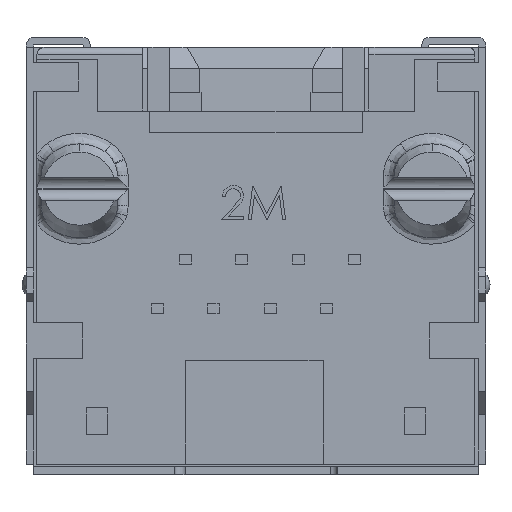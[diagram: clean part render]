
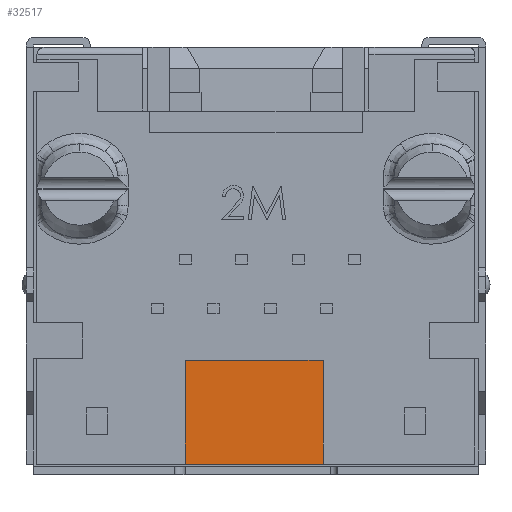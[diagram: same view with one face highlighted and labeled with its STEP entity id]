
A CAD part, front view. The second image highlights one B-rep face of the part: STEP entity #32517.
In plain terms, the highlighted planar face has unit normal (0, -1, 0).
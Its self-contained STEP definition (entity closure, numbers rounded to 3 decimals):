
#2017 = DIRECTION ( 'NONE',  ( 0., -1., 0. ) ) ;
#2363 = DIRECTION ( 'NONE',  ( 0., 0., -1. ) ) ;
#3372 = AXIS2_PLACEMENT_3D ( 'NONE', #16095, #2017, #13641 ) ;
#4135 = DIRECTION ( 'NONE',  ( -1., 0., 0. ) ) ;
#5540 = LINE ( 'NONE', #10805, #34808 ) ;
#7766 = VECTOR ( 'NONE', #18297, 1000. ) ;
#10805 = CARTESIAN_POINT ( 'NONE',  ( -2.609, -1.166, -8.916 ) ) ;
#11095 = CARTESIAN_POINT ( 'NONE',  ( 2.352, -1.166, -8.916 ) ) ;
#11509 = EDGE_CURVE ( 'NONE', #15209, #22412, #14912, .T. ) ;
#13508 = EDGE_CURVE ( 'NONE', #34249, #31136, #5540, .T. ) ;
#13641 = DIRECTION ( 'NONE',  ( 0., 0., -1. ) ) ;
#14912 = LINE ( 'NONE', #15097, #7766 ) ;
#15097 = CARTESIAN_POINT ( 'NONE',  ( 2.352, -1.166, -5.46 ) ) ;
#15209 = VERTEX_POINT ( 'NONE', #11095 ) ;
#16095 = CARTESIAN_POINT ( 'NONE',  ( -2.474, -1.166, -5.46 ) ) ;
#16554 = CARTESIAN_POINT ( 'NONE',  ( -2.474, -1.166, -8.916 ) ) ;
#16927 = DIRECTION ( 'NONE',  ( 1., 0., 0. ) ) ;
#18297 = DIRECTION ( 'NONE',  ( 0., 0., 1. ) ) ;
#18740 = FACE_OUTER_BOUND ( 'NONE', #34263, .T. ) ;
#19384 = ORIENTED_EDGE ( 'NONE', *, *, #28776, .T. ) ;
#21216 = CARTESIAN_POINT ( 'NONE',  ( 2.352, -1.166, -5.183 ) ) ;
#21430 = ORIENTED_EDGE ( 'NONE', *, *, #13508, .T. ) ;
#21601 = LINE ( 'NONE', #21216, #31060 ) ;
#21751 = PLANE ( 'NONE',  #3372 ) ;
#22213 = LINE ( 'NONE', #16554, #33922 ) ;
#22412 = VERTEX_POINT ( 'NONE', #30728 ) ;
#22712 = EDGE_CURVE ( 'NONE', #31136, #15209, #22213, .T. ) ;
#25939 = CARTESIAN_POINT ( 'NONE',  ( -2.609, -1.166, -8.916 ) ) ;
#26143 = ORIENTED_EDGE ( 'NONE', *, *, #22712, .T. ) ;
#27665 = ORIENTED_EDGE ( 'NONE', *, *, #11509, .T. ) ;
#28776 = EDGE_CURVE ( 'NONE', #22412, #34249, #21601, .T. ) ;
#30728 = CARTESIAN_POINT ( 'NONE',  ( 2.352, -1.166, -5.183 ) ) ;
#31060 = VECTOR ( 'NONE', #4135, 1000. ) ;
#31136 = VERTEX_POINT ( 'NONE', #25939 ) ;
#32298 = CARTESIAN_POINT ( 'NONE',  ( -2.609, -1.166, -5.183 ) ) ;
#32517 = ADVANCED_FACE ( 'NONE', ( #18740 ), #21751, .T. ) ;
#33922 = VECTOR ( 'NONE', #16927, 1000. ) ;
#34249 = VERTEX_POINT ( 'NONE', #32298 ) ;
#34263 = EDGE_LOOP ( 'NONE', ( #27665, #19384, #21430, #26143 ) ) ;
#34808 = VECTOR ( 'NONE', #2363, 1000. ) ;
